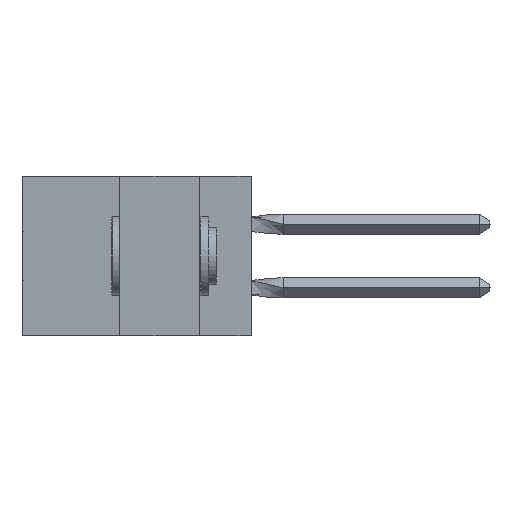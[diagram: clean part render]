
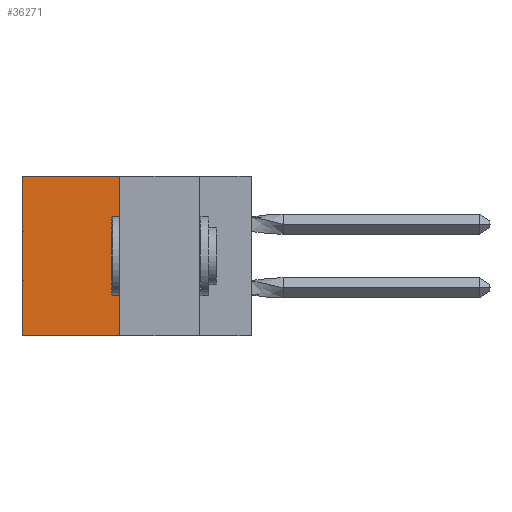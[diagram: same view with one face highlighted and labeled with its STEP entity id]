
A CAD part, left-side view. The second image highlights one B-rep face of the part: STEP entity #36271.
In plain terms, the highlighted planar face has unit normal (-1, 0, 0).
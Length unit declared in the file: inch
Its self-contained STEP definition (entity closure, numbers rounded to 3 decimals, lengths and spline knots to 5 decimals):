
#196 = VECTOR ( 'NONE', #29911, 39.37008 ) ;
#463 = FACE_OUTER_BOUND ( 'NONE', #34610, .T. ) ;
#1267 = LINE ( 'NONE', #6319, #196 ) ;
#1680 = PLANE ( 'NONE',  #8364 ) ;
#1917 = VECTOR ( 'NONE', #37023, 39.37008 ) ;
#2470 = CARTESIAN_POINT ( 'NONE',  ( 0.305, 0.413, -0.5 ) ) ;
#2727 = VERTEX_POINT ( 'NONE', #15752 ) ;
#2819 = DIRECTION ( 'NONE',  ( 0., 0., -1. ) ) ;
#3409 = VERTEX_POINT ( 'NONE', #29992 ) ;
#4504 = LINE ( 'NONE', #15250, #43407 ) ;
#5462 = EDGE_CURVE ( 'NONE', #35019, #2727, #28145, .T. ) ;
#6319 = CARTESIAN_POINT ( 'NONE',  ( 0.305, 0.413, 0. ) ) ;
#8364 = AXIS2_PLACEMENT_3D ( 'NONE', #37297, #8778, #25692 ) ;
#8778 = DIRECTION ( 'NONE',  ( 1., 0., 0. ) ) ;
#11058 = LINE ( 'NONE', #2470, #1917 ) ;
#11616 = ORIENTED_EDGE ( 'NONE', *, *, #17011, .F. ) ;
#12584 = CARTESIAN_POINT ( 'NONE',  ( 0.305, 0.413, -0.5 ) ) ;
#15250 = CARTESIAN_POINT ( 'NONE',  ( 0.305, 0.413, -0.5 ) ) ;
#15752 = CARTESIAN_POINT ( 'NONE',  ( 0.305, 0.72, -0.5 ) ) ;
#17011 = EDGE_CURVE ( 'NONE', #21320, #2727, #11058, .T. ) ;
#17590 = ORIENTED_EDGE ( 'NONE', *, *, #27850, .F. ) ;
#21320 = VERTEX_POINT ( 'NONE', #12584 ) ;
#22362 = ORIENTED_EDGE ( 'NONE', *, *, #42655, .T. ) ;
#24927 = VECTOR ( 'NONE', #2819, 39.37008 ) ;
#25692 = DIRECTION ( 'NONE',  ( 0., 0., -1. ) ) ;
#25759 = DIRECTION ( 'NONE',  ( 0., 0., -1. ) ) ;
#27850 = EDGE_CURVE ( 'NONE', #3409, #21320, #4504, .T. ) ;
#28145 = LINE ( 'NONE', #44299, #24927 ) ;
#29911 = DIRECTION ( 'NONE',  ( 0., 1., 0. ) ) ;
#29992 = CARTESIAN_POINT ( 'NONE',  ( 0.305, 0.413, 0. ) ) ;
#32251 = ORIENTED_EDGE ( 'NONE', *, *, #5462, .T. ) ;
#34610 = EDGE_LOOP ( 'NONE', ( #32251, #11616, #17590, #22362 ) ) ;
#35019 = VERTEX_POINT ( 'NONE', #39830 ) ;
#36271 = ADVANCED_FACE ( 'NONE', ( #463 ), #1680, .F. ) ;
#37023 = DIRECTION ( 'NONE',  ( 0., 1., 0. ) ) ;
#37297 = CARTESIAN_POINT ( 'NONE',  ( 0.305, 0.413, -0.5 ) ) ;
#39830 = CARTESIAN_POINT ( 'NONE',  ( 0.305, 0.72, 0. ) ) ;
#42655 = EDGE_CURVE ( 'NONE', #3409, #35019, #1267, .T. ) ;
#43407 = VECTOR ( 'NONE', #25759, 39.37008 ) ;
#44299 = CARTESIAN_POINT ( 'NONE',  ( 0.305, 0.72, -0.5 ) ) ;
